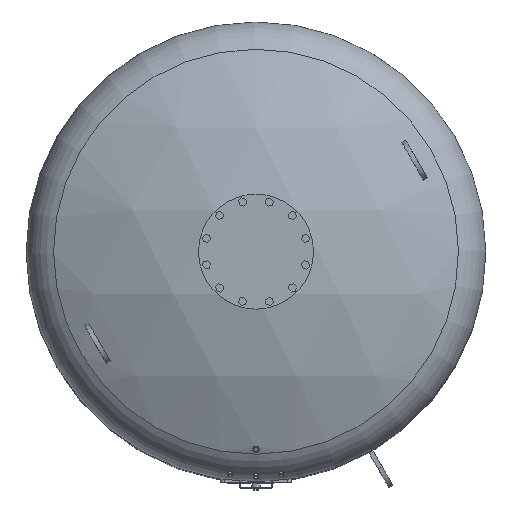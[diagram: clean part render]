
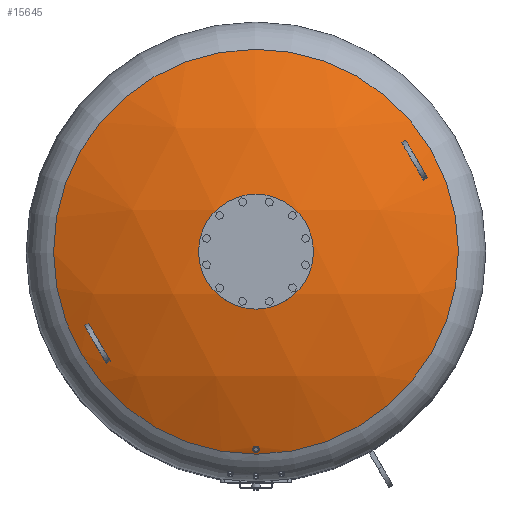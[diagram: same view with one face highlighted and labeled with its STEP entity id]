
A CAD part, top view. The second image highlights one B-rep face of the part: STEP entity #15645.
In plain terms, the highlighted spherical face has radius 1509 mm.
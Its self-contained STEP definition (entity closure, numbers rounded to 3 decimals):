
#18=SPHERICAL_SURFACE('',#16973,1509.);
#4405=CIRCLE('',#16968,660.607);
#4813=FACE_BOUND('',#6766,.T.);
#5581=FACE_OUTER_BOUND('',#6765,.T.);
#6765=EDGE_LOOP('',(#13476));
#6766=EDGE_LOOP('',(#13477));
#7369=B_SPLINE_CURVE_WITH_KNOTS('',3,(#25551,#25552,#25553,#25554,#25555,
#25556,#25557,#25558,#25559,#25560,#25561,#25562,#25563,#25564,#25565,#25566,
#25567,#25568,#25569,#25570,#25571,#25572,#25573,#25574,#25575,#25576,#25577,
#25578,#25579,#25580,#25581,#25582,#25583,#25584,#25585,#25586,#25587,#25588,
#25589,#25590,#25591,#25592,#25593,#25594,#25595,#25596,#25597,#25598,#25599,
#25600,#25601,#25602,#25603,#25604,#25605,#25606,#25607,#25608,#25609,#25610,
#25611,#25612,#25613,#25614,#25615,#25616),.UNSPECIFIED.,.T.,.F.,(4,2,2,
2,2,2,2,2,2,2,2,2,2,2,2,2,2,2,2,2,2,2,2,2,2,2,2,2,2,2,2,2,4),(0.,1.996,
3.992,5.989,7.985,10.217,12.449,
14.681,16.913,19.143,21.374,23.605,
25.835,27.832,29.828,31.824,33.82,
35.816,37.812,39.808,41.804,44.035,
46.266,48.496,50.727,52.959,55.191,
57.423,59.655,61.651,63.647,65.643,
67.64),.UNSPECIFIED.);
#8279=VERTEX_POINT('',#25282);
#8287=VERTEX_POINT('',#25550);
#10124=EDGE_CURVE('',#8279,#8279,#4405,.T.);
#10132=EDGE_CURVE('',#8287,#8287,#7369,.T.);
#13476=ORIENTED_EDGE('',*,*,#10124,.F.);
#13477=ORIENTED_EDGE('',*,*,#10132,.F.);
#15645=ADVANCED_FACE('',(#5581,#4813),#18,.T.);
#16968=AXIS2_PLACEMENT_3D('',#25283,#20314,#20315);
#16973=AXIS2_PLACEMENT_3D('',#25549,#20324,#20325);
#20314=DIRECTION('center_axis',(0.,0.,
-1.));
#20315=DIRECTION('ref_axis',(1.,0.,0.));
#20324=DIRECTION('center_axis',(0.,-1.,0.));
#20325=DIRECTION('ref_axis',(-1.,0.,0.));
#25282=CARTESIAN_POINT('',(-570.596,-332.898,2800.717));
#25283=CARTESIAN_POINT('Origin',(0.,0.,
2800.717));
#25549=CARTESIAN_POINT('Origin',(0.,0.,
1444.));
#25550=CARTESIAN_POINT('',(0.,-655.65,2803.119));
#25551=CARTESIAN_POINT('Ctrl Pts',(0.,-655.65,2803.119));
#25552=CARTESIAN_POINT('Ctrl Pts',(0.665,-655.65,2803.119));
#25553=CARTESIAN_POINT('Ctrl Pts',(1.351,-655.587,2803.149));
#25554=CARTESIAN_POINT('Ctrl Pts',(2.709,-655.323,2803.274));
#25555=CARTESIAN_POINT('Ctrl Pts',(3.382,-655.123,2803.369));
#25556=CARTESIAN_POINT('Ctrl Pts',(4.666,-654.599,2803.618));
#25557=CARTESIAN_POINT('Ctrl Pts',(5.279,-654.274,2803.772));
#25558=CARTESIAN_POINT('Ctrl Pts',(6.408,-653.533,2804.123));
#25559=CARTESIAN_POINT('Ctrl Pts',(6.924,-653.117,2804.321));
#25560=CARTESIAN_POINT('Ctrl Pts',(7.889,-652.189,2804.76));
#25561=CARTESIAN_POINT('Ctrl Pts',(8.361,-651.637,2805.022));
#25562=CARTESIAN_POINT('Ctrl Pts',(9.184,-650.441,2805.589));
#25563=CARTESIAN_POINT('Ctrl Pts',(9.537,-649.796,2805.894));
#25564=CARTESIAN_POINT('Ctrl Pts',(10.099,-648.458,2806.528));
#25565=CARTESIAN_POINT('Ctrl Pts',(10.31,-647.763,2806.857));
#25566=CARTESIAN_POINT('Ctrl Pts',(10.585,-646.37,2807.516));
#25567=CARTESIAN_POINT('Ctrl Pts',(10.65,-645.673,2807.846));
#25568=CARTESIAN_POINT('Ctrl Pts',(10.65,-644.328,2808.482));
#25569=CARTESIAN_POINT('Ctrl Pts',(10.585,-643.631,2808.811));
#25570=CARTESIAN_POINT('Ctrl Pts',(10.31,-642.238,2809.469));
#25571=CARTESIAN_POINT('Ctrl Pts',(10.1,-641.543,2809.797));
#25572=CARTESIAN_POINT('Ctrl Pts',(9.537,-640.205,2810.429));
#25573=CARTESIAN_POINT('Ctrl Pts',(9.185,-639.561,2810.733));
#25574=CARTESIAN_POINT('Ctrl Pts',(8.361,-638.364,2811.298));
#25575=CARTESIAN_POINT('Ctrl Pts',(7.89,-637.812,2811.558));
#25576=CARTESIAN_POINT('Ctrl Pts',(6.925,-636.884,2811.996));
#25577=CARTESIAN_POINT('Ctrl Pts',(6.408,-636.467,2812.192));
#25578=CARTESIAN_POINT('Ctrl Pts',(5.279,-635.726,2812.542));
#25579=CARTESIAN_POINT('Ctrl Pts',(4.666,-635.402,2812.694));
#25580=CARTESIAN_POINT('Ctrl Pts',(3.382,-634.877,2812.941));
#25581=CARTESIAN_POINT('Ctrl Pts',(2.709,-634.677,2813.036));
#25582=CARTESIAN_POINT('Ctrl Pts',(1.351,-634.413,2813.16));
#25583=CARTESIAN_POINT('Ctrl Pts',(0.665,-634.35,2813.19));
#25584=CARTESIAN_POINT('Ctrl Pts',(-0.665,-634.35,2813.19));
#25585=CARTESIAN_POINT('Ctrl Pts',(-1.351,-634.413,
2813.16));
#25586=CARTESIAN_POINT('Ctrl Pts',(-2.709,-634.677,2813.036));
#25587=CARTESIAN_POINT('Ctrl Pts',(-3.382,-634.877,2812.941));
#25588=CARTESIAN_POINT('Ctrl Pts',(-4.666,-635.402,
2812.694));
#25589=CARTESIAN_POINT('Ctrl Pts',(-5.279,-635.726,
2812.542));
#25590=CARTESIAN_POINT('Ctrl Pts',(-6.408,-636.467,
2812.192));
#25591=CARTESIAN_POINT('Ctrl Pts',(-6.925,-636.884,2811.996));
#25592=CARTESIAN_POINT('Ctrl Pts',(-7.89,-637.812,2811.558));
#25593=CARTESIAN_POINT('Ctrl Pts',(-8.361,-638.364,
2811.298));
#25594=CARTESIAN_POINT('Ctrl Pts',(-9.185,-639.561,
2810.733));
#25595=CARTESIAN_POINT('Ctrl Pts',(-9.537,-640.205,
2810.429));
#25596=CARTESIAN_POINT('Ctrl Pts',(-10.1,-641.543,2809.797));
#25597=CARTESIAN_POINT('Ctrl Pts',(-10.31,-642.238,
2809.469));
#25598=CARTESIAN_POINT('Ctrl Pts',(-10.585,-643.631,
2808.811));
#25599=CARTESIAN_POINT('Ctrl Pts',(-10.65,-644.328,2808.482));
#25600=CARTESIAN_POINT('Ctrl Pts',(-10.65,-645.673,2807.846));
#25601=CARTESIAN_POINT('Ctrl Pts',(-10.585,-646.37,2807.516));
#25602=CARTESIAN_POINT('Ctrl Pts',(-10.31,-647.763,2806.857));
#25603=CARTESIAN_POINT('Ctrl Pts',(-10.099,-648.458,
2806.528));
#25604=CARTESIAN_POINT('Ctrl Pts',(-9.537,-649.796,2805.894));
#25605=CARTESIAN_POINT('Ctrl Pts',(-9.184,-650.441,
2805.589));
#25606=CARTESIAN_POINT('Ctrl Pts',(-8.361,-651.637,
2805.022));
#25607=CARTESIAN_POINT('Ctrl Pts',(-7.889,-652.189,
2804.76));
#25608=CARTESIAN_POINT('Ctrl Pts',(-6.924,-653.117,
2804.321));
#25609=CARTESIAN_POINT('Ctrl Pts',(-6.408,-653.533,
2804.123));
#25610=CARTESIAN_POINT('Ctrl Pts',(-5.279,-654.274,
2803.772));
#25611=CARTESIAN_POINT('Ctrl Pts',(-4.666,-654.599,
2803.618));
#25612=CARTESIAN_POINT('Ctrl Pts',(-3.382,-655.123,
2803.369));
#25613=CARTESIAN_POINT('Ctrl Pts',(-2.709,-655.323,
2803.274));
#25614=CARTESIAN_POINT('Ctrl Pts',(-1.351,-655.587,
2803.149));
#25615=CARTESIAN_POINT('Ctrl Pts',(-0.665,-655.65,2803.119));
#25616=CARTESIAN_POINT('Ctrl Pts',(0.,-655.65,2803.119));
